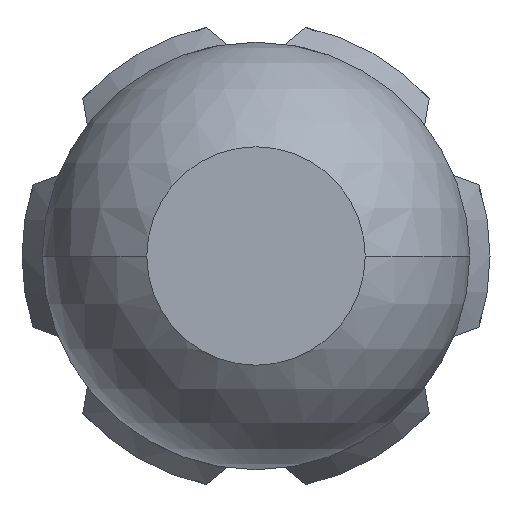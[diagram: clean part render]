
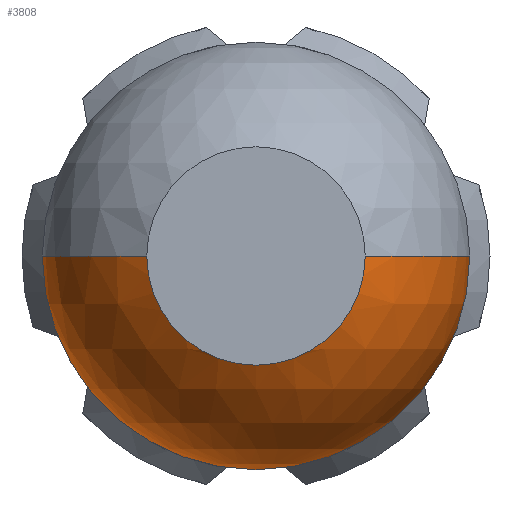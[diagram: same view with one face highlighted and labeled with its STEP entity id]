
A CAD part, front view. The second image highlights one B-rep face of the part: STEP entity #3808.
In plain terms, the highlighted spherical face has radius 0.685 mm.
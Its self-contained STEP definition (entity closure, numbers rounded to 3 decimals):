
#87 = EDGE_LOOP ( 'NONE', ( #4742, #3882, #3914, #424, #3278, #5483 ) ) ;
#269 = CIRCLE ( 'NONE', #1798, 0.35 ) ;
#424 = ORIENTED_EDGE ( 'NONE', *, *, #523, .F. ) ;
#445 = VERTEX_POINT ( 'NONE', #2346 ) ;
#483 = DIRECTION ( 'NONE',  ( 0., 0., -1. ) ) ;
#523 = EDGE_CURVE ( 'Defeature ausgef�hrt1_39+Defeature ausgef�hrt1_38+Defeature ausgef�hrt1_38+Defeature ausgef�hrt1_38', #1769, #5243, #3168, .T. ) ;
#559 = CARTESIAN_POINT ( 'NONE',  ( 0., -29.411, 0. ) ) ;
#586 = CIRCLE ( 'NONE', #1685, 0.685 ) ;
#627 = CARTESIAN_POINT ( 'NONE',  ( 0., -29.411, -0.685 ) ) ;
#921 = DIRECTION ( 'NONE',  ( 1., 0., 0. ) ) ;
#1055 = AXIS2_PLACEMENT_3D ( 'NONE', #4320, #4301, #3006 ) ;
#1638 = CARTESIAN_POINT ( 'NONE',  ( 0., -30., 0. ) ) ;
#1685 = AXIS2_PLACEMENT_3D ( 'NONE', #559, #4539, #1889 ) ;
#1769 = VERTEX_POINT ( 'NONE', #5584 ) ;
#1798 = AXIS2_PLACEMENT_3D ( 'NONE', #2514, #5108, #3825 ) ;
#1889 = DIRECTION ( 'NONE',  ( 1., 0., 0. ) ) ;
#1988 = EDGE_CURVE ( 'Defeature ausgef�hrt1_39+Defeature ausgef�hrt1_38+Defeature ausgef�hrt1_38+Defeature ausgef�hrt1_38', #5243, #445, #2743, .T. ) ;
#2142 = EDGE_CURVE ( 'Defeature ausgef�hrt1_40+Defeature ausgef�hrt1_38+Defeature ausgef�hrt1_38+Defeature ausgef�hrt1_38', #4432, #3858, #4184, .T. ) ;
#2346 = CARTESIAN_POINT ( 'NONE',  ( -0.685, -29.411, 0. ) ) ;
#2514 = CARTESIAN_POINT ( 'NONE',  ( 0., -30., 0. ) ) ;
#2743 = CIRCLE ( 'NONE', #3333, 0.685 ) ;
#2750 = DIRECTION ( 'NONE',  ( 0., 0., -1. ) ) ;
#2874 = EDGE_CURVE ( 'NONE', #4432, #445, #3981, .T. ) ;
#2978 = DIRECTION ( 'NONE',  ( 0., 0., 1. ) ) ;
#3006 = DIRECTION ( 'NONE',  ( 0., 0., 1. ) ) ;
#3027 = EDGE_CURVE ( 'Defeature ausgef�hrt1_40+Defeature ausgef�hrt1_38+Defeature ausgef�hrt1_38+Defeature ausgef�hrt1_38', #3858, #5378, #269, .T. ) ;
#3168 = CIRCLE ( 'NONE', #1055, 0.685 ) ;
#3219 = AXIS2_PLACEMENT_3D ( 'NONE', #1638, #4708, #5181 ) ;
#3278 = ORIENTED_EDGE ( 'NONE', *, *, #5192, .F. ) ;
#3333 = AXIS2_PLACEMENT_3D ( 'NONE', #5163, #3899, #2978 ) ;
#3480 = AXIS2_PLACEMENT_3D ( 'NONE', #4487, #2750, #921 ) ;
#3569 = DIRECTION ( 'NONE',  ( -1., 0., 0. ) ) ;
#3636 = FACE_OUTER_BOUND ( 'NONE', #87, .T. ) ;
#3727 = CARTESIAN_POINT ( 'NONE',  ( 0., -30., -0.35 ) ) ;
#3756 = CARTESIAN_POINT ( 'NONE',  ( -0.35, -30., 0. ) ) ;
#3808 = ADVANCED_FACE ( 'Defeature ausgef�hrt1_38', ( #3636 ), #5062, .T. ) ;
#3825 = DIRECTION ( 'NONE',  ( 0., 0., -1. ) ) ;
#3858 = VERTEX_POINT ( 'NONE', #3727 ) ;
#3882 = ORIENTED_EDGE ( 'NONE', *, *, #2874, .T. ) ;
#3899 = DIRECTION ( 'NONE',  ( 0., 1., 0. ) ) ;
#3914 = ORIENTED_EDGE ( 'NONE', *, *, #1988, .F. ) ;
#3965 = CARTESIAN_POINT ( 'NONE',  ( 0., -29.411, 0. ) ) ;
#3981 = CIRCLE ( 'NONE', #5152, 0.685 ) ;
#4184 = CIRCLE ( 'NONE', #3219, 0.35 ) ;
#4290 = CARTESIAN_POINT ( 'NONE',  ( 0.35, -30., 0. ) ) ;
#4301 = DIRECTION ( 'NONE',  ( 0., 1., 0. ) ) ;
#4320 = CARTESIAN_POINT ( 'NONE',  ( 0., -29.411, 0. ) ) ;
#4432 = VERTEX_POINT ( 'NONE', #3756 ) ;
#4487 = CARTESIAN_POINT ( 'NONE',  ( 0., -29.411, 0. ) ) ;
#4539 = DIRECTION ( 'NONE',  ( 0., 0., 1. ) ) ;
#4708 = DIRECTION ( 'NONE',  ( 0., -1., 0. ) ) ;
#4742 = ORIENTED_EDGE ( 'NONE', *, *, #2142, .F. ) ;
#5062 = SPHERICAL_SURFACE ( 'NONE', #3480, 0.685 ) ;
#5108 = DIRECTION ( 'NONE',  ( 0., -1., 0. ) ) ;
#5152 = AXIS2_PLACEMENT_3D ( 'NONE', #3965, #483, #3569 ) ;
#5163 = CARTESIAN_POINT ( 'NONE',  ( 0., -29.411, 0. ) ) ;
#5181 = DIRECTION ( 'NONE',  ( 0., 0., -1. ) ) ;
#5192 = EDGE_CURVE ( 'NONE', #5378, #1769, #586, .T. ) ;
#5243 = VERTEX_POINT ( 'NONE', #627 ) ;
#5378 = VERTEX_POINT ( 'NONE', #4290 ) ;
#5483 = ORIENTED_EDGE ( 'NONE', *, *, #3027, .F. ) ;
#5584 = CARTESIAN_POINT ( 'NONE',  ( 0.685, -29.411, 0. ) ) ;
